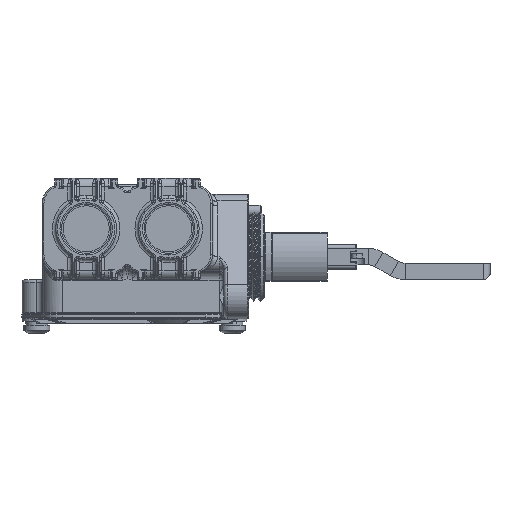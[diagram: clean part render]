
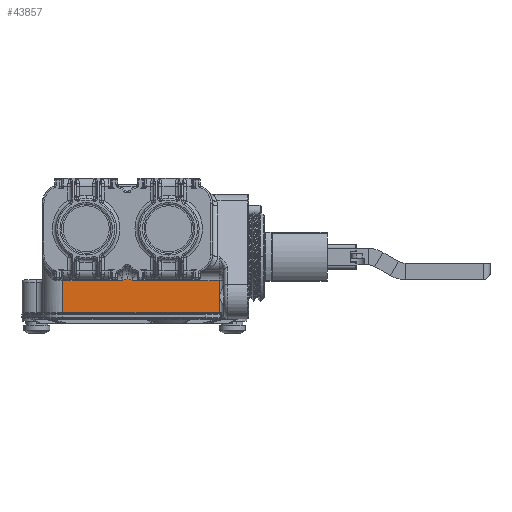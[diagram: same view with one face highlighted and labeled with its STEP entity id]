
A CAD part, left-side view. The second image highlights one B-rep face of the part: STEP entity #43857.
In plain terms, the highlighted planar face has unit normal (-1, 0, 0).
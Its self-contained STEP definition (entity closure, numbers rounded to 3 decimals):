
#2256 = LINE ( 'NONE', #20050, #144624 ) ;
#3405 = AXIS2_PLACEMENT_3D ( 'NONE', #173931, #48890, #119490 ) ;
#4900 = LINE ( 'NONE', #86107, #63639 ) ;
#12112 = CARTESIAN_POINT ( 'NONE',  ( -29., 56.7, -19. ) ) ;
#13831 = PLANE ( 'NONE',  #164543 ) ;
#14463 = VERTEX_POINT ( 'NONE', #128484 ) ;
#15282 = VECTOR ( 'NONE', #101451, 1000. ) ;
#20050 = CARTESIAN_POINT ( 'NONE',  ( -29., 7., -7.34 ) ) ;
#27029 = ORIENTED_EDGE ( 'NONE', *, *, #144806, .T. ) ;
#28989 = CARTESIAN_POINT ( 'NONE',  ( -29., 7., -19. ) ) ;
#30251 = CIRCLE ( 'NONE', #126076, 8.75 ) ;
#33945 = CIRCLE ( 'NONE', #3405, 8.75 ) ;
#40809 = DIRECTION ( 'NONE',  ( 0., 0., -1. ) ) ;
#43857 = ADVANCED_FACE ( 'NONE', ( #110309 ), #13831, .F. ) ;
#48890 = DIRECTION ( 'NONE',  ( 1., 0., 0. ) ) ;
#50866 = EDGE_CURVE ( 'NONE', #158749, #114254, #56957, .T. ) ;
#53320 = ORIENTED_EDGE ( 'NONE', *, *, #50866, .T. ) ;
#53553 = CARTESIAN_POINT ( 'NONE',  ( -29., 9., -19. ) ) ;
#54805 = VECTOR ( 'NONE', #185185, 1000. ) ;
#54949 = DIRECTION ( 'NONE',  ( 1., 0., 0. ) ) ;
#56957 = LINE ( 'NONE', #12112, #54805 ) ;
#57513 = VERTEX_POINT ( 'NONE', #75244 ) ;
#58356 = EDGE_CURVE ( 'NONE', #57513, #172029, #30251, .T. ) ;
#61871 = ORIENTED_EDGE ( 'NONE', *, *, #58356, .T. ) ;
#63639 = VECTOR ( 'NONE', #117591, 1000. ) ;
#70062 = DIRECTION ( 'NONE',  ( 0., 1., 0. ) ) ;
#70510 = ORIENTED_EDGE ( 'NONE', *, *, #126845, .T. ) ;
#71521 = CARTESIAN_POINT ( 'NONE',  ( -29., 9., -12. ) ) ;
#75244 = CARTESIAN_POINT ( 'NONE',  ( -29., 35.484, -7.34 ) ) ;
#76253 = CARTESIAN_POINT ( 'NONE',  ( -29., 56.7, -17.2 ) ) ;
#82391 = EDGE_LOOP ( 'NONE', ( #53320, #133073, #70510, #107701, #27029, #61871, #173208, #102817 ) ) ;
#83726 = CARTESIAN_POINT ( 'NONE',  ( -29., 32.15, 0.75 ) ) ;
#85198 = EDGE_CURVE ( 'NONE', #114254, #14463, #4900, .T. ) ;
#86107 = CARTESIAN_POINT ( 'NONE',  ( -29., 9., -17.2 ) ) ;
#88717 = EDGE_CURVE ( 'NONE', #172029, #138467, #33945, .T. ) ;
#93876 = VECTOR ( 'NONE', #153903, 1000. ) ;
#94643 = VERTEX_POINT ( 'NONE', #71521 ) ;
#97982 = LINE ( 'NONE', #178613, #170258 ) ;
#99395 = CARTESIAN_POINT ( 'NONE',  ( -29., 37., -6.533 ) ) ;
#101451 = DIRECTION ( 'NONE',  ( 0., 0., 1. ) ) ;
#102668 = CARTESIAN_POINT ( 'NONE',  ( -29., 38.516, -7.34 ) ) ;
#102817 = ORIENTED_EDGE ( 'NONE', *, *, #171131, .T. ) ;
#107701 = ORIENTED_EDGE ( 'NONE', *, *, #169191, .T. ) ;
#110309 = FACE_OUTER_BOUND ( 'NONE', #82391, .T. ) ;
#114254 = VERTEX_POINT ( 'NONE', #76253 ) ;
#117591 = DIRECTION ( 'NONE',  ( 0., -1., 0. ) ) ;
#119490 = DIRECTION ( 'NONE',  ( 0., 0., -1. ) ) ;
#120331 = CARTESIAN_POINT ( 'NONE',  ( -29., 9., -19. ) ) ;
#126076 = AXIS2_PLACEMENT_3D ( 'NONE', #83726, #184780, #40809 ) ;
#126845 = EDGE_CURVE ( 'NONE', #14463, #94643, #153191, .T. ) ;
#128484 = CARTESIAN_POINT ( 'NONE',  ( -29., 9., -17.2 ) ) ;
#133073 = ORIENTED_EDGE ( 'NONE', *, *, #85198, .T. ) ;
#138467 = VERTEX_POINT ( 'NONE', #102668 ) ;
#144624 = VECTOR ( 'NONE', #165835, 1000. ) ;
#144806 = EDGE_CURVE ( 'NONE', #150465, #57513, #97982, .T. ) ;
#150119 = DIRECTION ( 'NONE',  ( 0., 1., 0. ) ) ;
#150465 = VERTEX_POINT ( 'NONE', #162742 ) ;
#153191 = LINE ( 'NONE', #120331, #15282 ) ;
#153903 = DIRECTION ( 'NONE',  ( 0., 0., 1. ) ) ;
#158749 = VERTEX_POINT ( 'NONE', #165803 ) ;
#162742 = CARTESIAN_POINT ( 'NONE',  ( -29., 9., -7.34 ) ) ;
#164543 = AXIS2_PLACEMENT_3D ( 'NONE', #28989, #54949, #70062 ) ;
#165803 = CARTESIAN_POINT ( 'NONE',  ( -29., 56.7, -7.34 ) ) ;
#165835 = DIRECTION ( 'NONE',  ( 0., 1., 0. ) ) ;
#169191 = EDGE_CURVE ( 'NONE', #94643, #150465, #181993, .T. ) ;
#170258 = VECTOR ( 'NONE', #150119, 1000. ) ;
#171131 = EDGE_CURVE ( 'NONE', #138467, #158749, #2256, .T. ) ;
#172029 = VERTEX_POINT ( 'NONE', #99395 ) ;
#173208 = ORIENTED_EDGE ( 'NONE', *, *, #88717, .T. ) ;
#173931 = CARTESIAN_POINT ( 'NONE',  ( -29., 41.85, 0.75 ) ) ;
#178613 = CARTESIAN_POINT ( 'NONE',  ( -29., 7., -7.34 ) ) ;
#181993 = LINE ( 'NONE', #53553, #93876 ) ;
#184780 = DIRECTION ( 'NONE',  ( 1., 0., 0. ) ) ;
#185185 = DIRECTION ( 'NONE',  ( 0., 0., -1. ) ) ;
